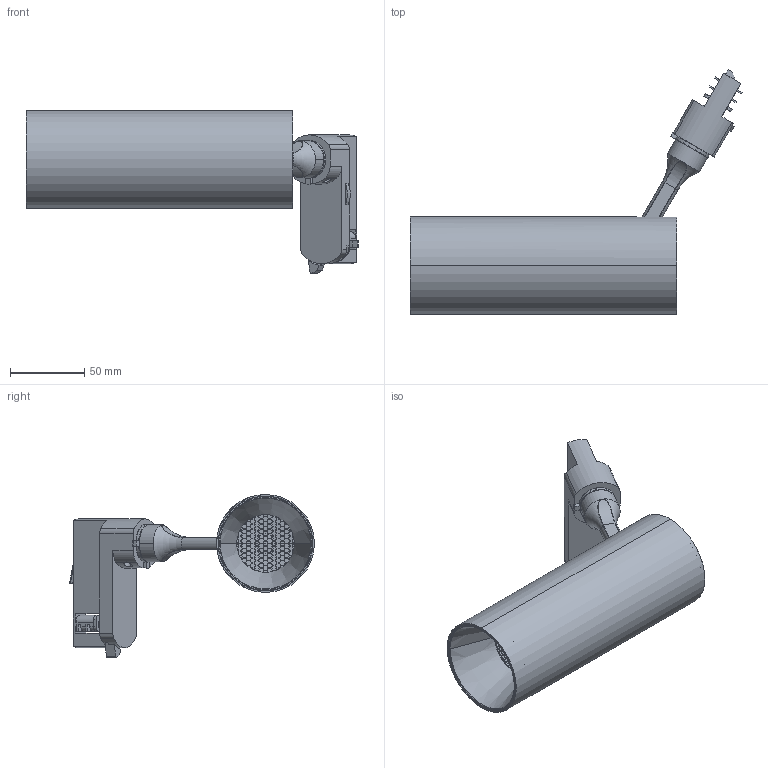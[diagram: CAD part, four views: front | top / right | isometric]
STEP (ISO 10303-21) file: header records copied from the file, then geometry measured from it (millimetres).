
FILE_DESCRIPTION((''),'2;1');
FILE_NAME('TL16-A-6615_ASM','2018-04-18T',('Administrator'),(''),'PRO/ENGINEER BY PARAMETRIC TECHNOLOGY CORPORATION, 2013230','PRO/ENGINEER BY PARAMETRIC TECHNOLOGY CORPORATION, 2013230','');
FILE_SCHEMA(('CONFIG_CONTROL_DESIGN'));
Length unit declared in the file: millimetre
Products named in the file (28): TL16-A-66SRQ__1_1_1; OS-15XX-ZJ-_1_1_1; CREE-1512_1__1_1_1; PRT0002_1__1_1_1; KAS-TL15-A-66-OK_ASM_5_ASM_1_AS_ASM; 222_ASM_1_ASM_1_ASM; TL16-A-66SRZJ_ASM_1_ASM; TL16-A-6615_ASM_12_ASM; TL16-A-66DT-1; DIANYUAN; ZHIJAI-1; PRT0002_1_1; PRT0005_1_1; PRT0003_1_1; PRT0006_1_1; PRT0007_1_1; PRT0008_1_1; ASM0005_ASM_1_ASM_5_ASM; HOUGAI-DAIKO; 66MIANHUAN; M3X6_1; TANPINKA_31; MAODINGZHU; XIANWEIZHU; WP-YJ1; 4X-GDT-WP1; FENGWOWANG-; TL16-A-6615_ASM
Assembly tree (37 placements, depth 6):
  TL16-A-6615_ASM
    TL16-A-6615_ASM_12_ASM
      TL16-A-66SRZJ_ASM_1_ASM
        222_ASM_1_ASM_1_ASM
          KAS-TL15-A-66-OK_ASM_5_ASM_1_AS_ASM
            TL16-A-66SRQ__1_1_1
            OS-15XX-ZJ-_1_1_1
            CREE-1512_1__1_1_1
            PRT0002_1__1_1_1
    TL16-A-66DT-1
    DIANYUAN
    ZHIJAI-1
    ASM0005_ASM_1_ASM_5_ASM
      PRT0002_1_1
      PRT0005_1_1
      PRT0003_1_1
      PRT0006_1_1  x4
      PRT0007_1_1
      PRT0008_1_1
    HOUGAI-DAIKO
    66MIANHUAN
    M3X6_1  x2
    TANPINKA_31  x3
    MAODINGZHU  x3
    XIANWEIZHU  x3
    WP-YJ1
    4X-GDT-WP1
    FENGWOWANG-
Bounding box: 224.01 x 165.17 x 109.9 mm (x, y, z)
Volume: 304584.1 mm3; surface area: 223351.8 mm2
Topology: 32 solids, 36 shells, 3654 faces, 10511 edges, 7000 vertices
Faces by surface type: plane 1843, cylinder 1408, bspline 272, cone 84, torus 43, sphere 4
Entity records: 167334 total; most frequent: CARTESIAN_POINT 75028, ORIENTED_EDGE 20298, DIRECTION 17775, EDGE_CURVE 10149, VERTEX_POINT 6757, AXIS2_PLACEMENT_3D 5939, VECTOR 5897, LINE 5897
